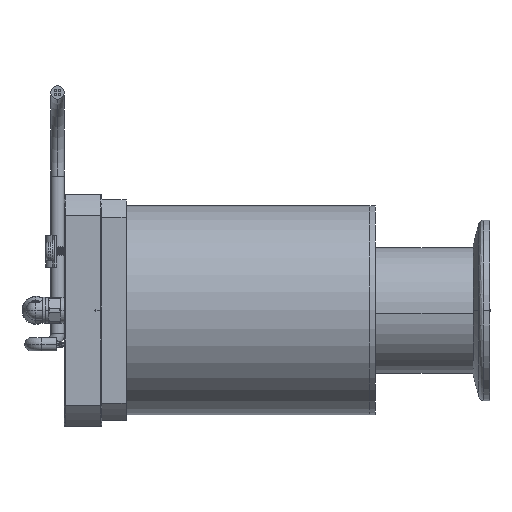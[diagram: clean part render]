
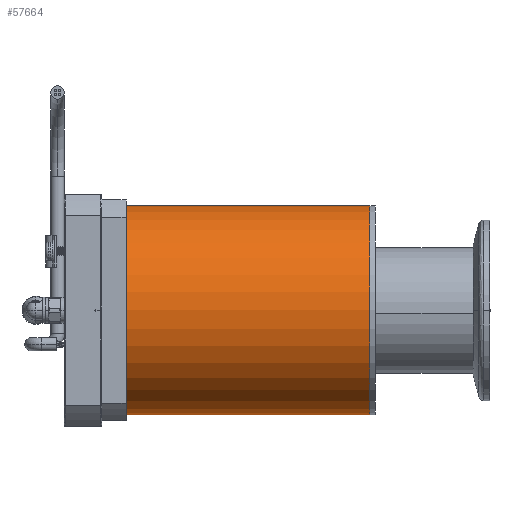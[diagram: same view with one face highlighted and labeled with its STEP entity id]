
A CAD part, left-side view. The second image highlights one B-rep face of the part: STEP entity #57664.
In plain terms, the highlighted cylindrical face has radius 31.75 mm (diameter 63.5 mm), a partial arc.
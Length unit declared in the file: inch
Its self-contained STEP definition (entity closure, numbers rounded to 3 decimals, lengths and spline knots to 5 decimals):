
#1089 = CARTESIAN_POINT ( 'NONE',  ( 0., -0.17906, -1.25 ) ) ;
#4512 = DIRECTION ( 'NONE',  ( 0., 0., 1. ) ) ;
#4680 = EDGE_CURVE ( 'NONE', #84766, #46376, #46949, .T. ) ;
#5982 = DIRECTION ( 'NONE',  ( 0., -1., 0. ) ) ;
#6998 = ORIENTED_EDGE ( 'NONE', *, *, #78347, .F. ) ;
#7184 = CARTESIAN_POINT ( 'NONE',  ( 0., 2.79594, -1.25 ) ) ;
#10878 = EDGE_CURVE ( 'NONE', #71893, #13803, #18910, .T. ) ;
#12981 = LINE ( 'NONE', #7184, #31645 ) ;
#13803 = VERTEX_POINT ( 'NONE', #55198 ) ;
#15072 = CARTESIAN_POINT ( 'NONE',  ( 0., 2.79594, 1.25 ) ) ;
#15428 = CARTESIAN_POINT ( 'NONE',  ( 0., -0.17906, 0. ) ) ;
#16295 = DIRECTION ( 'NONE',  ( 0., 0., 1. ) ) ;
#16593 = EDGE_LOOP ( 'NONE', ( #6998, #45778, #66966, #72724 ) ) ;
#18910 = CIRCLE ( 'NONE', #61615, 1.25 ) ;
#24641 = CARTESIAN_POINT ( 'NONE',  ( 0., 2.79594, 0. ) ) ;
#30928 = DIRECTION ( 'NONE',  ( 0., -1., 0. ) ) ;
#31645 = VECTOR ( 'NONE', #62418, 39.37008 ) ;
#33957 = EDGE_CURVE ( 'NONE', #84766, #71893, #12981, .T. ) ;
#38042 = CYLINDRICAL_SURFACE ( 'NONE', #87888, 1.25 ) ;
#39823 = CARTESIAN_POINT ( 'NONE',  ( 0., 2.79594, 1.25 ) ) ;
#42634 = DIRECTION ( 'NONE',  ( 0., 1., 0. ) ) ;
#42997 = FACE_OUTER_BOUND ( 'NONE', #16593, .T. ) ;
#44734 = DIRECTION ( 'NONE',  ( 0., 0., -1. ) ) ;
#45502 = DIRECTION ( 'NONE',  ( 0., 1., 0. ) ) ;
#45778 = ORIENTED_EDGE ( 'NONE', *, *, #4680, .F. ) ;
#46376 = VERTEX_POINT ( 'NONE', #15072 ) ;
#46949 = CIRCLE ( 'NONE', #71185, 1.25 ) ;
#55198 = CARTESIAN_POINT ( 'NONE',  ( 0., -0.17906, 1.25 ) ) ;
#57664 = ADVANCED_FACE ( 'NONE', ( #42997 ), #38042, .T. ) ;
#57900 = VECTOR ( 'NONE', #5982, 39.37008 ) ;
#61615 = AXIS2_PLACEMENT_3D ( 'NONE', #15428, #42634, #16295 ) ;
#62418 = DIRECTION ( 'NONE',  ( 0., -1., 0. ) ) ;
#66966 = ORIENTED_EDGE ( 'NONE', *, *, #33957, .T. ) ;
#69245 = CARTESIAN_POINT ( 'NONE',  ( 0., 2.79594, -1.25 ) ) ;
#71185 = AXIS2_PLACEMENT_3D ( 'NONE', #72218, #45502, #4512 ) ;
#71893 = VERTEX_POINT ( 'NONE', #1089 ) ;
#72218 = CARTESIAN_POINT ( 'NONE',  ( 0., 2.79594, 0. ) ) ;
#72724 = ORIENTED_EDGE ( 'NONE', *, *, #10878, .T. ) ;
#73679 = LINE ( 'NONE', #39823, #57900 ) ;
#78347 = EDGE_CURVE ( 'NONE', #46376, #13803, #73679, .T. ) ;
#84766 = VERTEX_POINT ( 'NONE', #69245 ) ;
#87888 = AXIS2_PLACEMENT_3D ( 'NONE', #24641, #30928, #44734 ) ;
